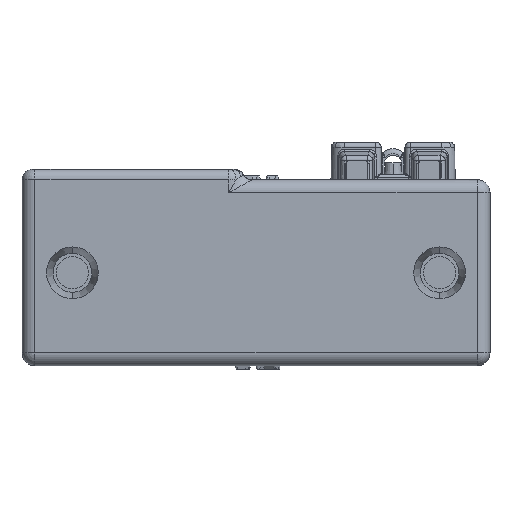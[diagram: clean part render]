
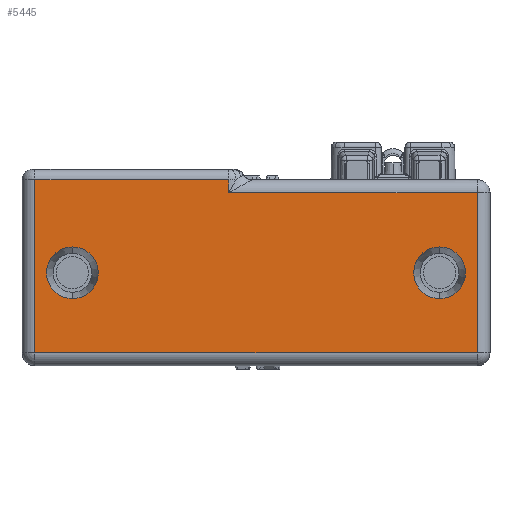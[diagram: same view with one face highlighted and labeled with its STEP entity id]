
A CAD part, front view. The second image highlights one B-rep face of the part: STEP entity #5445.
In plain terms, the highlighted planar face has unit normal (0, -1, 0).
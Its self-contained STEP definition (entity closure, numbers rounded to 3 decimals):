
#19 = LINE ( 'NONE', #1335, #20 ) ;
#20 = VECTOR ( 'NONE', #1339, 1000. ) ;
#24 = LINE ( 'NONE', #1324, #27 ) ;
#25 = CIRCLE ( 'NONE', #6191, 10. ) ;
#27 = VECTOR ( 'NONE', #1341, 1000. ) ;
#46 = CIRCLE ( 'NONE', #6205, 10. ) ;
#48 = VECTOR ( 'NONE', #1472, 1000. ) ;
#57 = LINE ( 'NONE', #1471, #48 ) ;
#396 = FACE_BOUND ( 'NONE', #2656, .T. ) ;
#402 = FACE_BOUND ( 'NONE', #2653, .T. ) ;
#404 = FACE_OUTER_BOUND ( 'NONE', #2650, .T. ) ;
#1324 = CARTESIAN_POINT ( 'NONE',  ( -66.287, -151.871, 40. ) ) ;
#1332 = CARTESIAN_POINT ( 'NONE',  ( 15.213, -151.871, 0. ) ) ;
#1333 = DIRECTION ( 'NONE',  ( 0., -1., 0. ) ) ;
#1334 = DIRECTION ( 'NONE',  ( 0., 0., -1. ) ) ;
#1335 = CARTESIAN_POINT ( 'NONE',  ( -141.287, -151.871, 36. ) ) ;
#1339 = DIRECTION ( 'NONE',  ( 0., 0., -1. ) ) ;
#1341 = DIRECTION ( 'NONE',  ( 0., 0., -1. ) ) ;
#1375 = CARTESIAN_POINT ( 'NONE',  ( -126.787, -151.871, 0. ) ) ;
#1389 = DIRECTION ( 'NONE',  ( 0., -1., 0. ) ) ;
#1390 = DIRECTION ( 'NONE',  ( 0., 0., -1. ) ) ;
#1471 = CARTESIAN_POINT ( 'NONE',  ( -141.287, -151.871, 36. ) ) ;
#1472 = DIRECTION ( 'NONE',  ( -1., 0., 0. ) ) ;
#1656 = CARTESIAN_POINT ( 'NONE',  ( 29.713, -151.871, 31. ) ) ;
#1662 = CARTESIAN_POINT ( 'NONE',  ( 15.213, -151.871, -10. ) ) ;
#1679 = CARTESIAN_POINT ( 'NONE',  ( 15.213, -151.871, 10. ) ) ;
#1681 = CARTESIAN_POINT ( 'NONE',  ( -126.787, -151.871, 10. ) ) ;
#1692 = CARTESIAN_POINT ( 'NONE',  ( -126.787, -151.871, -10. ) ) ;
#1742 = CARTESIAN_POINT ( 'NONE',  ( -141.287, -151.871, -31. ) ) ;
#1849 = CARTESIAN_POINT ( 'NONE',  ( -66.287, -151.871, 31. ) ) ;
#1890 = CARTESIAN_POINT ( 'NONE',  ( 29.713, -151.871, -31. ) ) ;
#1943 = CARTESIAN_POINT ( 'NONE',  ( -66.287, -151.871, 36. ) ) ;
#1944 = CARTESIAN_POINT ( 'NONE',  ( -141.287, -151.871, 36. ) ) ;
#2650 = EDGE_LOOP ( 'NONE', ( #7135, #7136, #7137, #7138, #7139, #7140 ) ) ;
#2653 = EDGE_LOOP ( 'NONE', ( #7133, #7134 ) ) ;
#2656 = EDGE_LOOP ( 'NONE', ( #7131, #7132 ) ) ;
#3465 = EDGE_CURVE ( 'NONE', #3565, #3582, #25, .T. ) ;
#3467 = EDGE_CURVE ( 'NONE', #3847, #3645, #19, .T. ) ;
#3468 = EDGE_CURVE ( 'NONE', #3846, #3752, #24, .T. ) ;
#3482 = EDGE_CURVE ( 'NONE', #3595, #3584, #46, .T. ) ;
#3499 = EDGE_CURVE ( 'NONE', #3846, #3847, #57, .T. ) ;
#3556 = VERTEX_POINT ( 'NONE', #1656 ) ;
#3565 = VERTEX_POINT ( 'NONE', #1662 ) ;
#3582 = VERTEX_POINT ( 'NONE', #1679 ) ;
#3584 = VERTEX_POINT ( 'NONE', #1681 ) ;
#3595 = VERTEX_POINT ( 'NONE', #1692 ) ;
#3645 = VERTEX_POINT ( 'NONE', #1742 ) ;
#3752 = VERTEX_POINT ( 'NONE', #1849 ) ;
#3793 = VERTEX_POINT ( 'NONE', #1890 ) ;
#3846 = VERTEX_POINT ( 'NONE', #1943 ) ;
#3847 = VERTEX_POINT ( 'NONE', #1944 ) ;
#5445 = ADVANCED_FACE ( 'NONE', ( #396, #402, #404 ), #10496, .F. ) ;
#6191 = AXIS2_PLACEMENT_3D ( 'NONE', #1332, #1333, #1334 ) ;
#6205 = AXIS2_PLACEMENT_3D ( 'NONE', #1375, #1389, #1390 ) ;
#6383 = AXIS2_PLACEMENT_3D ( 'NONE', #10495, #10497, #10498 ) ;
#7131 = ORIENTED_EDGE ( 'NONE', *, *, #3465, .F. ) ;
#7132 = ORIENTED_EDGE ( 'NONE', *, *, #14718, .F. ) ;
#7133 = ORIENTED_EDGE ( 'NONE', *, *, #3482, .F. ) ;
#7134 = ORIENTED_EDGE ( 'NONE', *, *, #14715, .F. ) ;
#7135 = ORIENTED_EDGE ( 'NONE', *, *, #3468, .F. ) ;
#7136 = ORIENTED_EDGE ( 'NONE', *, *, #3499, .T. ) ;
#7137 = ORIENTED_EDGE ( 'NONE', *, *, #3467, .T. ) ;
#7138 = ORIENTED_EDGE ( 'NONE', *, *, #14547, .T. ) ;
#7139 = ORIENTED_EDGE ( 'NONE', *, *, #14572, .F. ) ;
#7140 = ORIENTED_EDGE ( 'NONE', *, *, #14595, .T. ) ;
#10495 = CARTESIAN_POINT ( 'NONE',  ( -141.287, -151.871, 36. ) ) ;
#10496 = PLANE ( 'NONE',  #6383 ) ;
#10497 = DIRECTION ( 'NONE',  ( 0., 1., 0. ) ) ;
#10498 = DIRECTION ( 'NONE',  ( 0., 0., 1. ) ) ;
#12332 = AXIS2_PLACEMENT_3D ( 'NONE', #14451, #14460, #14461 ) ;
#12333 = AXIS2_PLACEMENT_3D ( 'NONE', #14443, #14452, #14453 ) ;
#13600 = CARTESIAN_POINT ( 'NONE',  ( -141.287, -151.871, -31. ) ) ;
#13607 = DIRECTION ( 'NONE',  ( 1., 0., 0. ) ) ;
#13741 = VECTOR ( 'NONE', #13607, 1000. ) ;
#13772 = LINE ( 'NONE', #13600, #13741 ) ;
#13810 = VECTOR ( 'NONE', #14105, 1000. ) ;
#13813 = LINE ( 'NONE', #14096, #13810 ) ;
#13843 = LINE ( 'NONE', #14166, #13844 ) ;
#13844 = VECTOR ( 'NONE', #14167, 1000. ) ;
#14039 = CIRCLE ( 'NONE', #12333, 10. ) ;
#14043 = CIRCLE ( 'NONE', #12332, 10. ) ;
#14096 = CARTESIAN_POINT ( 'NONE',  ( 29.713, -151.871, 36. ) ) ;
#14105 = DIRECTION ( 'NONE',  ( 0., 0., -1. ) ) ;
#14166 = CARTESIAN_POINT ( 'NONE',  ( -66.287, -151.871, 31. ) ) ;
#14167 = DIRECTION ( 'NONE',  ( -1., 0., 0. ) ) ;
#14443 = CARTESIAN_POINT ( 'NONE',  ( -126.787, -151.871, 0. ) ) ;
#14451 = CARTESIAN_POINT ( 'NONE',  ( 15.213, -151.871, 0. ) ) ;
#14452 = DIRECTION ( 'NONE',  ( 0., -1., 0. ) ) ;
#14453 = DIRECTION ( 'NONE',  ( 0., 0., -1. ) ) ;
#14460 = DIRECTION ( 'NONE',  ( 0., -1., 0. ) ) ;
#14461 = DIRECTION ( 'NONE',  ( 0., 0., -1. ) ) ;
#14547 = EDGE_CURVE ( 'NONE', #3645, #3793, #13772, .T. ) ;
#14572 = EDGE_CURVE ( 'NONE', #3556, #3793, #13813, .T. ) ;
#14595 = EDGE_CURVE ( 'NONE', #3556, #3752, #13843, .T. ) ;
#14715 = EDGE_CURVE ( 'NONE', #3584, #3595, #14039, .T. ) ;
#14718 = EDGE_CURVE ( 'NONE', #3582, #3565, #14043, .T. ) ;
